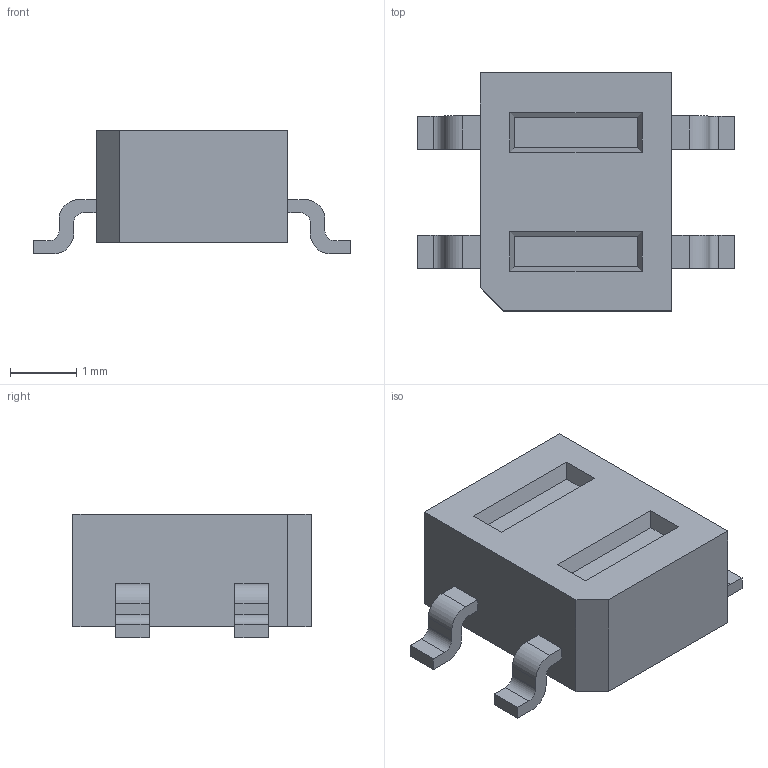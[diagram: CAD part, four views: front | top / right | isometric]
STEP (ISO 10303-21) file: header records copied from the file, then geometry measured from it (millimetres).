
FILE_DESCRIPTION (( 'STEP AP214' ), '1' );
FILE_NAME ('ITR8307-S18-TR8(C).STEP', '2024-08-21T06:45:46', ( '' ), ( '' ), 'SwSTEP 2.0', 'SolidWorks 2023', '' );
FILE_SCHEMA (( 'AUTOMOTIVE_DESIGN' ));
Length unit declared in the file: millimetre
Products named in the file (1): ITR8307-S18-TR8(C)
Bounding box: 4.8 x 3.6 x 1.87 mm (x, y, z)
Volume: 17.7 mm3; surface area: 52.3 mm2
Topology: 1 solids, 1 shells, 69 faces, 183 edges, 122 vertices
Faces by surface type: plane 53, cylinder 16
Entity records: 2911 total; most frequent: CARTESIAN_POINT 375, ORIENTED_EDGE 366, DIRECTION 355, EDGE_CURVE 183, LINE 151, VECTOR 151, VERTEX_POINT 122, AXIS2_PLACEMENT_3D 102
